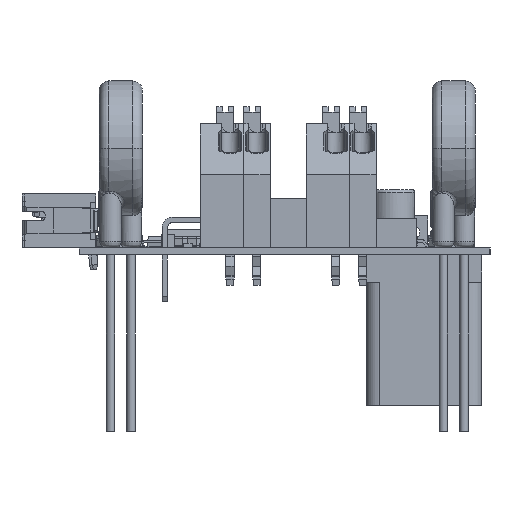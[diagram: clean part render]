
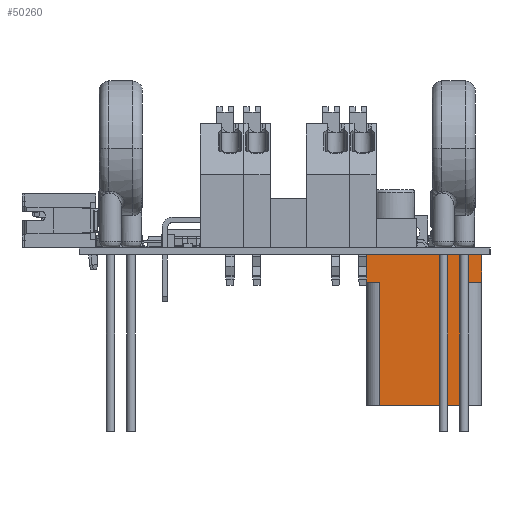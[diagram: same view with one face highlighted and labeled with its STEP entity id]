
A CAD part, left-side view. The second image highlights one B-rep face of the part: STEP entity #50260.
In plain terms, the highlighted face is planar.
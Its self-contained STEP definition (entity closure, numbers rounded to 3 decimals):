
#49908 = VERTEX_POINT('',#49909);
#49909 = CARTESIAN_POINT('',(8.992,0.,-13.995));
#49924 = VERTEX_POINT('',#49925);
#49925 = CARTESIAN_POINT('',(8.992,10.693,-13.995));
#49931 = EDGE_CURVE('',#49908,#49924,#49932,.T.);
#49932 = LINE('',#49933,#49934);
#49933 = CARTESIAN_POINT('',(8.992,1.27,-13.995));
#49934 = VECTOR('',#49935,1.);
#49935 = DIRECTION('',(0.,1.,0.));
#50097 = EDGE_CURVE('',#50098,#50100,#50102,.T.);
#50098 = VERTEX_POINT('',#50099);
#50099 = CARTESIAN_POINT('',(8.992,9.423,-11.455));
#50100 = VERTEX_POINT('',#50101);
#50101 = CARTESIAN_POINT('',(8.992,9.423,0.));
#50102 = LINE('',#50103,#50104);
#50103 = CARTESIAN_POINT('',(8.992,9.423,-13.995));
#50104 = VECTOR('',#50105,1.);
#50105 = DIRECTION('',(0.,0.,1.));
#50150 = VERTEX_POINT('',#50151);
#50151 = CARTESIAN_POINT('',(8.992,1.27,-11.455));
#50158 = EDGE_CURVE('',#50150,#50159,#50161,.T.);
#50159 = VERTEX_POINT('',#50160);
#50160 = CARTESIAN_POINT('',(8.992,1.27,0.));
#50161 = LINE('',#50162,#50163);
#50162 = CARTESIAN_POINT('',(8.992,1.27,-13.995));
#50163 = VECTOR('',#50164,1.);
#50164 = DIRECTION('',(0.,0.,1.));
#50243 = VERTEX_POINT('',#50244);
#50244 = CARTESIAN_POINT('',(8.992,10.693,-11.455));
#50250 = EDGE_CURVE('',#50243,#49924,#50251,.T.);
#50251 = LINE('',#50252,#50253);
#50252 = CARTESIAN_POINT('',(8.992,10.693,-11.455));
#50253 = VECTOR('',#50254,1.);
#50254 = DIRECTION('',(0.,0.,-1.));
#50260 = ADVANCED_FACE('',(#50261),#50293,.T.);
#50261 = FACE_BOUND('',#50262,.T.);
#50262 = EDGE_LOOP('',(#50263,#50264,#50265,#50271,#50272,#50278,#50279,
    #50287));
#50263 = ORIENTED_EDGE('',*,*,#49931,.T.);
#50264 = ORIENTED_EDGE('',*,*,#50250,.F.);
#50265 = ORIENTED_EDGE('',*,*,#50266,.T.);
#50266 = EDGE_CURVE('',#50243,#50098,#50267,.T.);
#50267 = LINE('',#50268,#50269);
#50268 = CARTESIAN_POINT('',(8.992,10.693,-11.455));
#50269 = VECTOR('',#50270,1.);
#50270 = DIRECTION('',(0.,-1.,0.));
#50271 = ORIENTED_EDGE('',*,*,#50097,.T.);
#50272 = ORIENTED_EDGE('',*,*,#50273,.F.);
#50273 = EDGE_CURVE('',#50159,#50100,#50274,.T.);
#50274 = LINE('',#50275,#50276);
#50275 = CARTESIAN_POINT('',(8.992,1.27,0.));
#50276 = VECTOR('',#50277,1.);
#50277 = DIRECTION('',(0.,1.,0.));
#50278 = ORIENTED_EDGE('',*,*,#50158,.F.);
#50279 = ORIENTED_EDGE('',*,*,#50280,.T.);
#50280 = EDGE_CURVE('',#50150,#50281,#50283,.T.);
#50281 = VERTEX_POINT('',#50282);
#50282 = CARTESIAN_POINT('',(8.992,0.,-11.455));
#50283 = LINE('',#50284,#50285);
#50284 = CARTESIAN_POINT('',(8.992,10.693,-11.455));
#50285 = VECTOR('',#50286,1.);
#50286 = DIRECTION('',(0.,-1.,0.));
#50287 = ORIENTED_EDGE('',*,*,#50288,.T.);
#50288 = EDGE_CURVE('',#50281,#49908,#50289,.T.);
#50289 = LINE('',#50290,#50291);
#50290 = CARTESIAN_POINT('',(8.992,0.,-11.455));
#50291 = VECTOR('',#50292,1.);
#50292 = DIRECTION('',(0.,0.,-1.));
#50293 = PLANE('',#50294);
#50294 = AXIS2_PLACEMENT_3D('',#50295,#50296,#50297);
#50295 = CARTESIAN_POINT('',(8.992,1.27,-13.995));
#50296 = DIRECTION('',(1.,0.,0.));
#50297 = DIRECTION('',(0.,0.,-1.));
